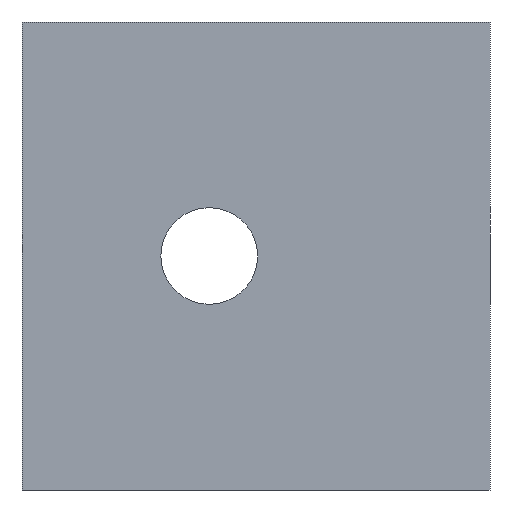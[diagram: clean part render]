
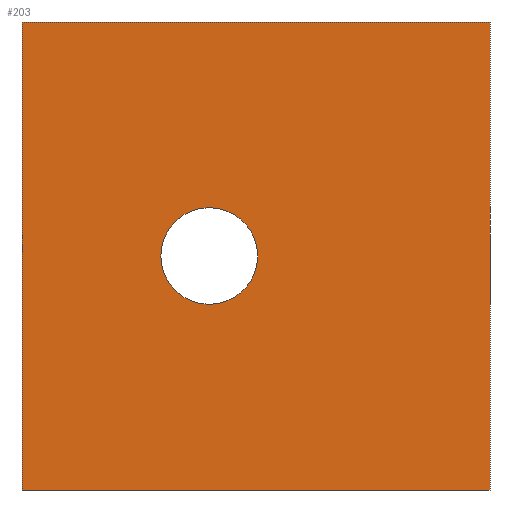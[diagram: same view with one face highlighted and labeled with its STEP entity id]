
A CAD part, left-side view. The second image highlights one B-rep face of the part: STEP entity #203.
In plain terms, the highlighted planar face has unit normal (-1, 0, 0).
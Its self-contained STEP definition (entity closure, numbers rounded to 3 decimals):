
#23=CIRCLE('',#228,3.1);
#33=ORIENTED_EDGE('',*,*,#83,.T.);
#34=ORIENTED_EDGE('',*,*,#84,.T.);
#35=ORIENTED_EDGE('',*,*,#85,.F.);
#36=ORIENTED_EDGE('',*,*,#86,.F.);
#37=ORIENTED_EDGE('',*,*,#80,.T.);
#80=EDGE_CURVE('',#106,#105,#123,.T.);
#83=EDGE_CURVE('',#108,#108,#23,.T.);
#84=EDGE_CURVE('',#105,#109,#126,.T.);
#85=EDGE_CURVE('',#110,#109,#127,.T.);
#86=EDGE_CURVE('',#106,#110,#128,.T.);
#105=VERTEX_POINT('',#302);
#106=VERTEX_POINT('',#304);
#108=VERTEX_POINT('',#310);
#109=VERTEX_POINT('',#312);
#110=VERTEX_POINT('',#314);
#123=LINE('',#303,#142);
#126=LINE('',#311,#145);
#127=LINE('',#313,#146);
#128=LINE('',#315,#147);
#142=VECTOR('',#248,1000.);
#145=VECTOR('',#255,1000.);
#146=VECTOR('',#256,1000.);
#147=VECTOR('',#257,1000.);
#161=EDGE_LOOP('',(#33));
#162=EDGE_LOOP('',(#34,#35,#36,#37));
#178=FACE_BOUND('',#161,.T.);
#179=FACE_BOUND('',#162,.T.);
#195=PLANE('',#227);
#203=ADVANCED_FACE('',(#178,#179),#195,.F.);
#227=AXIS2_PLACEMENT_3D('',#308,#251,#252);
#228=AXIS2_PLACEMENT_3D('',#309,#253,#254);
#248=DIRECTION('',(0.,0.,-1.));
#251=DIRECTION('',(1.,0.,0.));
#252=DIRECTION('',(0.,0.,-1.));
#253=DIRECTION('',(1.,0.,0.));
#254=DIRECTION('',(0.,0.,-1.));
#255=DIRECTION('',(0.,-1.,0.));
#256=DIRECTION('',(0.,0.,-1.));
#257=DIRECTION('',(0.,-1.,0.));
#302=CARTESIAN_POINT('',(0.,30.,-15.));
#303=CARTESIAN_POINT('',(0.,30.,15.));
#304=CARTESIAN_POINT('',(0.,30.,15.));
#308=CARTESIAN_POINT('',(0.,30.,15.));
#309=CARTESIAN_POINT('',(0.,18.,0.));
#310=CARTESIAN_POINT('',(0.,18.,-3.1));
#311=CARTESIAN_POINT('',(0.,30.,-15.));
#312=CARTESIAN_POINT('',(0.,0.,-15.));
#313=CARTESIAN_POINT('',(0.,0.,15.));
#314=CARTESIAN_POINT('',(0.,0.,15.));
#315=CARTESIAN_POINT('',(0.,30.,15.));
